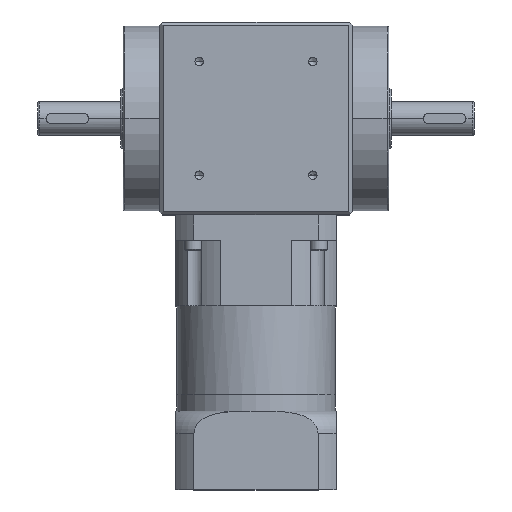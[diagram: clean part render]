
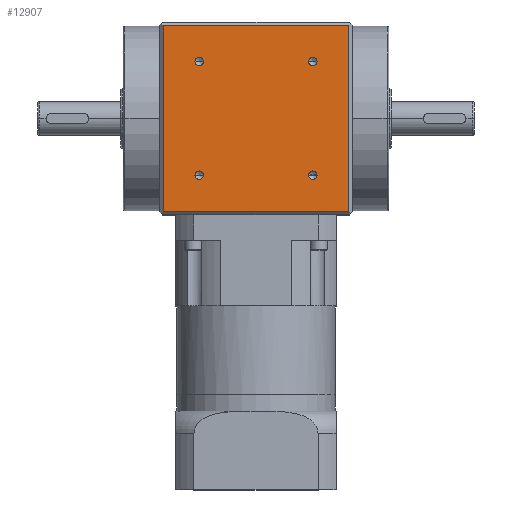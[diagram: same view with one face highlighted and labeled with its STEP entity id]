
A CAD part, top view. The second image highlights one B-rep face of the part: STEP entity #12907.
In plain terms, the highlighted planar face has unit normal (0, 0, 1).
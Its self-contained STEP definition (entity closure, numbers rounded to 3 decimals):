
#10 = VERTEX_POINT ( 'NONE', #10805 ) ;
#156 = EDGE_CURVE ( 'NONE', #9645, #3427, #9460, .T. ) ;
#388 = AXIS2_PLACEMENT_3D ( 'NONE', #20305, #10723, #773 ) ;
#579 = EDGE_CURVE ( 'NONE', #3247, #13447, #7448, .T. ) ;
#773 = DIRECTION ( 'NONE',  ( 0., -1., 0. ) ) ;
#919 = DIRECTION ( 'NONE',  ( 0., -1., 0. ) ) ;
#1019 = EDGE_CURVE ( 'NONE', #11998, #13526, #5463, .T. ) ;
#1066 = CIRCLE ( 'NONE', #14823, 2.5 ) ;
#1078 = DIRECTION ( 'NONE',  ( 0., 0., 1. ) ) ;
#1367 = CARTESIAN_POINT ( 'NONE',  ( -33.588, 224.188, 57. ) ) ;
#1959 = FACE_BOUND ( 'NONE', #20807, .T. ) ;
#2234 = CARTESIAN_POINT ( 'NONE',  ( 54.844, 138.1, 57. ) ) ;
#2264 = CARTESIAN_POINT ( 'NONE',  ( -33.588, 159.512, 57. ) ) ;
#2420 = ORIENTED_EDGE ( 'NONE', *, *, #15465, .F. ) ;
#2472 = FACE_BOUND ( 'NONE', #11440, .T. ) ;
#2790 = ORIENTED_EDGE ( 'NONE', *, *, #17915, .F. ) ;
#3087 = VERTEX_POINT ( 'NONE', #2234 ) ;
#3103 = VERTEX_POINT ( 'NONE', #7397 ) ;
#3247 = VERTEX_POINT ( 'NONE', #7376 ) ;
#3427 = VERTEX_POINT ( 'NONE', #11347 ) ;
#3540 = CARTESIAN_POINT ( 'NONE',  ( 33.588, 229.188, 57. ) ) ;
#3954 = DIRECTION ( 'NONE',  ( 0., -1., 0. ) ) ;
#3999 = CARTESIAN_POINT ( 'NONE',  ( -33.588, 226.688, 57. ) ) ;
#4627 = AXIS2_PLACEMENT_3D ( 'NONE', #11082, #11698, #11290 ) ;
#4737 = CIRCLE ( 'NONE', #388, 2.5 ) ;
#5023 = ORIENTED_EDGE ( 'NONE', *, *, #15492, .F. ) ;
#5463 = CIRCLE ( 'NONE', #20779, 2.5 ) ;
#5469 = VERTEX_POINT ( 'NONE', #9366 ) ;
#5656 = DIRECTION ( 'NONE',  ( 0., -1., 0. ) ) ;
#5978 = VERTEX_POINT ( 'NONE', #1367 ) ;
#6184 = CARTESIAN_POINT ( 'NONE',  ( 33.588, 226.688, 57. ) ) ;
#6254 = DIRECTION ( 'NONE',  ( 0., 0., 1. ) ) ;
#6397 = DIRECTION ( 'NONE',  ( 0., -1., 0. ) ) ;
#7049 = CARTESIAN_POINT ( 'NONE',  ( -54.844, 248.1, 57. ) ) ;
#7252 = VECTOR ( 'NONE', #9049, 1000. ) ;
#7376 = CARTESIAN_POINT ( 'NONE',  ( 33.588, 162.012, 57. ) ) ;
#7397 = CARTESIAN_POINT ( 'NONE',  ( 54.844, 248.1, 57. ) ) ;
#7448 = CIRCLE ( 'NONE', #4627, 2.5 ) ;
#7614 = CARTESIAN_POINT ( 'NONE',  ( -60., 250.1, 57. ) ) ;
#8239 = CARTESIAN_POINT ( 'NONE',  ( -33.588, 157.012, 57. ) ) ;
#8253 = AXIS2_PLACEMENT_3D ( 'NONE', #20439, #10863, #919 ) ;
#9008 = CARTESIAN_POINT ( 'NONE',  ( -60., 138.1, 57. ) ) ;
#9049 = DIRECTION ( 'NONE',  ( 0., -1., 0. ) ) ;
#9276 = DIRECTION ( 'NONE',  ( 0., 1., 0. ) ) ;
#9366 = CARTESIAN_POINT ( 'NONE',  ( -54.844, 138.1, 57. ) ) ;
#9449 = ORIENTED_EDGE ( 'NONE', *, *, #1019, .F. ) ;
#9460 = CIRCLE ( 'NONE', #18347, 2.5 ) ;
#9571 = AXIS2_PLACEMENT_3D ( 'NONE', #7614, #18960, #9276 ) ;
#9645 = VERTEX_POINT ( 'NONE', #3540 ) ;
#9818 = ORIENTED_EDGE ( 'NONE', *, *, #156, .F. ) ;
#10034 = CARTESIAN_POINT ( 'NONE',  ( -33.588, 159.512, 57. ) ) ;
#10035 = ORIENTED_EDGE ( 'NONE', *, *, #17094, .F. ) ;
#10103 = DIRECTION ( 'NONE',  ( 0., 0., 1. ) ) ;
#10192 = ORIENTED_EDGE ( 'NONE', *, *, #15375, .F. ) ;
#10235 = DIRECTION ( 'NONE',  ( 0., -1., 0. ) ) ;
#10242 = FACE_OUTER_BOUND ( 'NONE', #11899, .T. ) ;
#10639 = DIRECTION ( 'NONE',  ( -1., 0., 0. ) ) ;
#10723 = DIRECTION ( 'NONE',  ( 0., 0., 1. ) ) ;
#10750 = DIRECTION ( 'NONE',  ( 1., 0., 0. ) ) ;
#10805 = CARTESIAN_POINT ( 'NONE',  ( -33.588, 229.188, 57. ) ) ;
#10841 = PLANE ( 'NONE',  #9571 ) ;
#10863 = DIRECTION ( 'NONE',  ( 0., 0., 1. ) ) ;
#10970 = CARTESIAN_POINT ( 'NONE',  ( -54.844, 0., 57. ) ) ;
#11007 = CARTESIAN_POINT ( 'NONE',  ( -33.588, 226.688, 57. ) ) ;
#11082 = CARTESIAN_POINT ( 'NONE',  ( 33.588, 159.512, 57. ) ) ;
#11118 = LINE ( 'NONE', #18740, #15474 ) ;
#11290 = DIRECTION ( 'NONE',  ( 0., -1., 0. ) ) ;
#11347 = CARTESIAN_POINT ( 'NONE',  ( 33.588, 224.188, 57. ) ) ;
#11440 = EDGE_LOOP ( 'NONE', ( #5023, #9818 ) ) ;
#11476 = EDGE_CURVE ( 'NONE', #10, #5978, #18923, .T. ) ;
#11698 = DIRECTION ( 'NONE',  ( 0., 0., 1. ) ) ;
#11899 = EDGE_LOOP ( 'NONE', ( #2790, #17321, #16500, #10035 ) ) ;
#11998 = VERTEX_POINT ( 'NONE', #13828 ) ;
#12124 = AXIS2_PLACEMENT_3D ( 'NONE', #3999, #15513, #5656 ) ;
#12382 = VECTOR ( 'NONE', #19012, 1000. ) ;
#12647 = DIRECTION ( 'NONE',  ( 0., -1., 0. ) ) ;
#12907 = ADVANCED_FACE ( 'NONE', ( #15127, #2472, #1959, #18840, #10242 ), #10841, .F. ) ;
#13447 = VERTEX_POINT ( 'NONE', #17793 ) ;
#13495 = CIRCLE ( 'NONE', #17416, 2.5 ) ;
#13526 = VERTEX_POINT ( 'NONE', #8239 ) ;
#13800 = DIRECTION ( 'NONE',  ( 0., 0., 1. ) ) ;
#13828 = CARTESIAN_POINT ( 'NONE',  ( -33.588, 162.012, 57. ) ) ;
#14476 = LINE ( 'NONE', #9008, #18251 ) ;
#14823 = AXIS2_PLACEMENT_3D ( 'NONE', #11007, #1078, #12647 ) ;
#14946 = EDGE_LOOP ( 'NONE', ( #10192, #9449 ) ) ;
#15127 = FACE_BOUND ( 'NONE', #16516, .T. ) ;
#15375 = EDGE_CURVE ( 'NONE', #13526, #11998, #13495, .T. ) ;
#15465 = EDGE_CURVE ( 'NONE', #13447, #3247, #4737, .T. ) ;
#15474 = VECTOR ( 'NONE', #10750, 1000. ) ;
#15492 = EDGE_CURVE ( 'NONE', #3427, #9645, #16333, .T. ) ;
#15513 = DIRECTION ( 'NONE',  ( 0., 0., 1. ) ) ;
#15557 = EDGE_CURVE ( 'NONE', #5978, #10, #1066, .T. ) ;
#16333 = CIRCLE ( 'NONE', #8253, 2.5 ) ;
#16500 = ORIENTED_EDGE ( 'NONE', *, *, #18041, .F. ) ;
#16510 = LINE ( 'NONE', #17199, #7252 ) ;
#16516 = EDGE_LOOP ( 'NONE', ( #20201, #16968 ) ) ;
#16766 = LINE ( 'NONE', #10970, #12382 ) ;
#16968 = ORIENTED_EDGE ( 'NONE', *, *, #11476, .F. ) ;
#17094 = EDGE_CURVE ( 'NONE', #3087, #5469, #14476, .T. ) ;
#17199 = CARTESIAN_POINT ( 'NONE',  ( 54.844, 0., 57. ) ) ;
#17321 = ORIENTED_EDGE ( 'NONE', *, *, #17975, .F. ) ;
#17416 = AXIS2_PLACEMENT_3D ( 'NONE', #2264, #13800, #3954 ) ;
#17793 = CARTESIAN_POINT ( 'NONE',  ( 33.588, 157.012, 57. ) ) ;
#17915 = EDGE_CURVE ( 'NONE', #3103, #3087, #16510, .T. ) ;
#17975 = EDGE_CURVE ( 'NONE', #20900, #3103, #11118, .T. ) ;
#18041 = EDGE_CURVE ( 'NONE', #5469, #20900, #16766, .T. ) ;
#18251 = VECTOR ( 'NONE', #10639, 1000. ) ;
#18347 = AXIS2_PLACEMENT_3D ( 'NONE', #6184, #6254, #6397 ) ;
#18740 = CARTESIAN_POINT ( 'NONE',  ( -60., 248.1, 57. ) ) ;
#18840 = FACE_BOUND ( 'NONE', #14946, .T. ) ;
#18923 = CIRCLE ( 'NONE', #12124, 2.5 ) ;
#18960 = DIRECTION ( 'NONE',  ( 0., 0., -1. ) ) ;
#19012 = DIRECTION ( 'NONE',  ( 0., 1., 0. ) ) ;
#20201 = ORIENTED_EDGE ( 'NONE', *, *, #15557, .F. ) ;
#20305 = CARTESIAN_POINT ( 'NONE',  ( 33.588, 159.512, 57. ) ) ;
#20358 = ORIENTED_EDGE ( 'NONE', *, *, #579, .F. ) ;
#20439 = CARTESIAN_POINT ( 'NONE',  ( 33.588, 226.688, 57. ) ) ;
#20779 = AXIS2_PLACEMENT_3D ( 'NONE', #10034, #10103, #10235 ) ;
#20807 = EDGE_LOOP ( 'NONE', ( #2420, #20358 ) ) ;
#20900 = VERTEX_POINT ( 'NONE', #7049 ) ;
